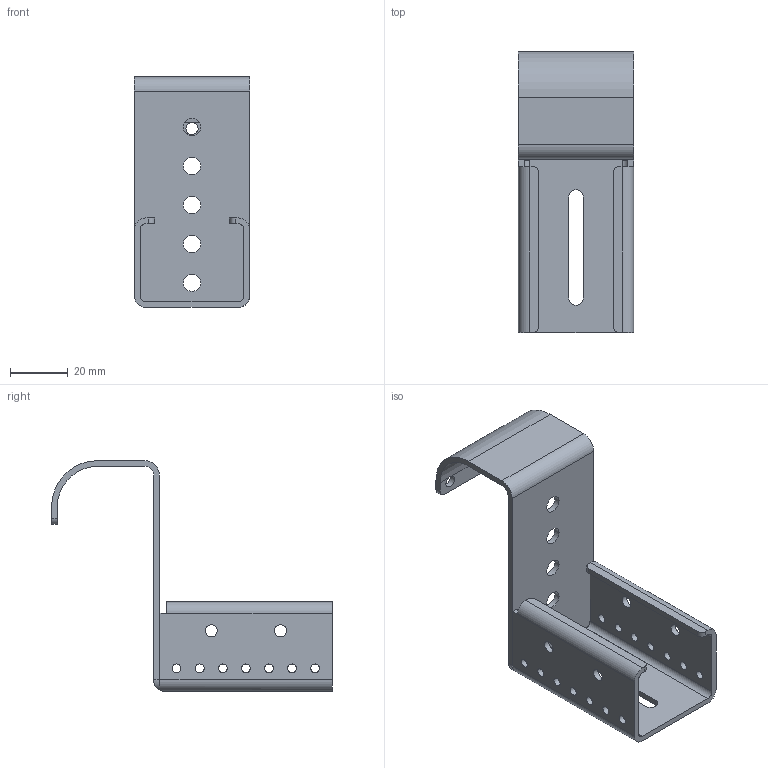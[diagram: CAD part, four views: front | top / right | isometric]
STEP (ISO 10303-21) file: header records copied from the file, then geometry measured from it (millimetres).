
FILE_DESCRIPTION(/* description */ ('KriTec Rollenbahn St Aufnahme D30'),/* implementation_level */ '2;1');
FILE_NAME(/* name */ '22138_KriTec_Rollenbahn_St_Aufnahme_D30.stp',/* time_stamp */ '2020-11-20T16:07:59+01:00',/* author */ ('jendrek'),/* organization */ (''),/* preprocessor_version */ 'ST-DEVELOPER v17',/* originating_system */ 'Autodesk Inventor 2018',/* authorisation */ '');
FILE_SCHEMA (('AUTOMOTIVE_DESIGN { 1 0 10303 214 3 1 1 }'));
Length unit declared in the file: millimetre
Products named in the file (1): 22138
Bounding box: 40 x 97.37 x 80 mm (x, y, z)
Volume: 21208.7 mm3; surface area: 23231.7 mm2
Topology: 1 solids, 1 shells, 77 faces, 237 edges, 156 vertices
Faces by surface type: cylinder 47, plane 30
Full cylindrical faces by diameter (mm): 3 x14, 4.2 x7, 6 x5
Entity records: 2850 total; most frequent: CARTESIAN_POINT 501, DIRECTION 489, ORIENTED_EDGE 474, EDGE_CURVE 237, AXIS2_PLACEMENT_3D 180, VERTEX_POINT 156, LINE 129, VECTOR 129
